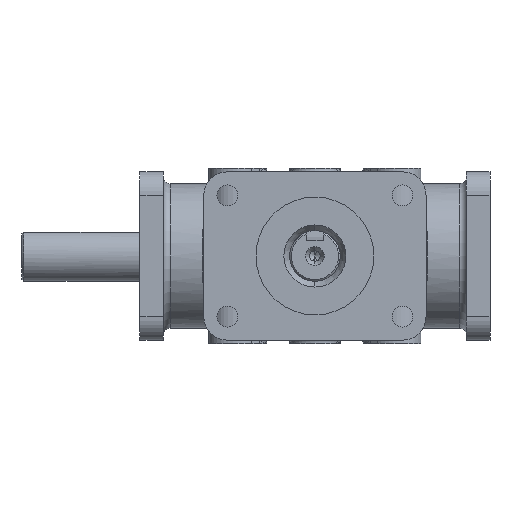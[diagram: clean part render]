
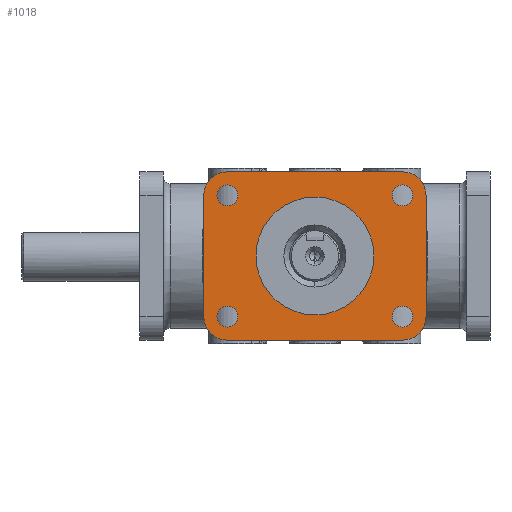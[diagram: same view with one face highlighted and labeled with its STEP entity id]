
A CAD part, front view. The second image highlights one B-rep face of the part: STEP entity #1018.
In plain terms, the highlighted planar face has unit normal (0, -1, 0).
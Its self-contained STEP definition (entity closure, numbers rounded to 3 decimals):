
#1018=ADVANCED_FACE('',(#2789,#2790,#2791,#2792,#2793,#2794),#2795,.F.);
#2789=FACE_OUTER_BOUND('',#5732,.T.);
#2790=FACE_BOUND('',#5733,.T.);
#2791=FACE_BOUND('',#5734,.T.);
#2792=FACE_BOUND('',#5735,.T.);
#2793=FACE_BOUND('',#5736,.T.);
#2794=FACE_BOUND('',#5737,.T.);
#2795=PLANE('',#5738);
#5732=EDGE_LOOP('',(#14187,#14188,#14189,#14190,#14191,#14192,#14193,#14194));
#5733=EDGE_LOOP('',(#14195,#14196,#14197));
#5734=EDGE_LOOP('',(#14198,#14199,#14200));
#5735=EDGE_LOOP('',(#14201,#14202,#14203));
#5736=EDGE_LOOP('',(#14204,#14205,#14206));
#5737=EDGE_LOOP('',(#14207,#14208,#14209));
#5738=AXIS2_PLACEMENT_3D('',#14210,#14211,#14212);
#14187=ORIENTED_EDGE('',*,*,#24954,.T.);
#14188=ORIENTED_EDGE('',*,*,#24955,.T.);
#14189=ORIENTED_EDGE('',*,*,#24956,.T.);
#14190=ORIENTED_EDGE('',*,*,#24957,.T.);
#14191=ORIENTED_EDGE('',*,*,#24958,.T.);
#14192=ORIENTED_EDGE('',*,*,#24959,.T.);
#14193=ORIENTED_EDGE('',*,*,#24960,.T.);
#14194=ORIENTED_EDGE('',*,*,#24961,.T.);
#14195=ORIENTED_EDGE('',*,*,#24962,.F.);
#14196=ORIENTED_EDGE('',*,*,#24963,.F.);
#14197=ORIENTED_EDGE('',*,*,#24964,.F.);
#14198=ORIENTED_EDGE('',*,*,#24965,.F.);
#14199=ORIENTED_EDGE('',*,*,#24966,.F.);
#14200=ORIENTED_EDGE('',*,*,#24967,.F.);
#14201=ORIENTED_EDGE('',*,*,#24883,.F.);
#14202=ORIENTED_EDGE('',*,*,#24882,.F.);
#14203=ORIENTED_EDGE('',*,*,#24968,.F.);
#14204=ORIENTED_EDGE('',*,*,#24969,.F.);
#14205=ORIENTED_EDGE('',*,*,#24970,.F.);
#14206=ORIENTED_EDGE('',*,*,#24971,.F.);
#14207=ORIENTED_EDGE('',*,*,#24972,.T.);
#14208=ORIENTED_EDGE('',*,*,#24663,.T.);
#14209=ORIENTED_EDGE('',*,*,#24973,.T.);
#14210=CARTESIAN_POINT('',(0.0,-90.0,0.0));
#14211=DIRECTION('',(0.0,1.0,0.0));
#14212=DIRECTION('',(1.0,0.0,-0.0));
#24663=EDGE_CURVE('',#27911,#27915,#27917,.T.);
#24882=EDGE_CURVE('',#28302,#28304,#28305,.T.);
#24883=EDGE_CURVE('',#28304,#28306,#28307,.T.);
#24954=EDGE_CURVE('',#28429,#28430,#28431,.T.);
#24955=EDGE_CURVE('',#28430,#28432,#28433,.T.);
#24956=EDGE_CURVE('',#28432,#28434,#28435,.T.);
#24957=EDGE_CURVE('',#28434,#28436,#28437,.T.);
#24958=EDGE_CURVE('',#28436,#28438,#28439,.T.);
#24959=EDGE_CURVE('',#28438,#28440,#28441,.T.);
#24960=EDGE_CURVE('',#28440,#28442,#28443,.T.);
#24961=EDGE_CURVE('',#28442,#28429,#28444,.T.);
#24962=EDGE_CURVE('',#28445,#28446,#28447,.T.);
#24963=EDGE_CURVE('',#28448,#28445,#28449,.T.);
#24964=EDGE_CURVE('',#28446,#28448,#28450,.T.);
#24965=EDGE_CURVE('',#28451,#28452,#28453,.T.);
#24966=EDGE_CURVE('',#28454,#28451,#28455,.T.);
#24967=EDGE_CURVE('',#28452,#28454,#28456,.T.);
#24968=EDGE_CURVE('',#28306,#28302,#28457,.T.);
#24969=EDGE_CURVE('',#28458,#28459,#28460,.T.);
#24970=EDGE_CURVE('',#28461,#28458,#28462,.T.);
#24971=EDGE_CURVE('',#28459,#28461,#28463,.T.);
#24972=EDGE_CURVE('',#28464,#27911,#28465,.T.);
#24973=EDGE_CURVE('',#27915,#28464,#28466,.T.);
#27911=VERTEX_POINT('',#33477);
#27915=VERTEX_POINT('',#33482);
#27917=CIRCLE('',#33485,17.5);
#28302=VERTEX_POINT('',#34536);
#28304=VERTEX_POINT('',#34539);
#28305=CIRCLE('',#34540,3.1);
#28306=VERTEX_POINT('',#34541);
#28307=CIRCLE('',#34542,3.1);
#28429=VERTEX_POINT('',#34969);
#28430=VERTEX_POINT('',#34970);
#28431=CIRCLE('',#34971,7.0);
#28432=VERTEX_POINT('',#34972);
#28433=LINE('',#34973,#34974);
#28434=VERTEX_POINT('',#34975);
#28435=CIRCLE('',#34976,7.0);
#28436=VERTEX_POINT('',#34977);
#28437=LINE('',#34978,#34979);
#28438=VERTEX_POINT('',#34980);
#28439=CIRCLE('',#34981,7.0);
#28440=VERTEX_POINT('',#34982);
#28441=LINE('',#34983,#34984);
#28442=VERTEX_POINT('',#34985);
#28443=CIRCLE('',#34986,7.0);
#28444=LINE('',#34987,#34988);
#28445=VERTEX_POINT('',#34989);
#28446=VERTEX_POINT('',#34990);
#28447=CIRCLE('',#34991,3.1);
#28448=VERTEX_POINT('',#34992);
#28449=CIRCLE('',#34993,3.1);
#28450=CIRCLE('',#34994,3.1);
#28451=VERTEX_POINT('',#34995);
#28452=VERTEX_POINT('',#34996);
#28453=CIRCLE('',#34997,3.1);
#28454=VERTEX_POINT('',#34998);
#28455=CIRCLE('',#34999,3.1);
#28456=CIRCLE('',#35000,3.1);
#28457=CIRCLE('',#35001,3.1);
#28458=VERTEX_POINT('',#35002);
#28459=VERTEX_POINT('',#35003);
#28460=CIRCLE('',#35004,3.1);
#28461=VERTEX_POINT('',#35005);
#28462=CIRCLE('',#35006,3.1);
#28463=CIRCLE('',#35007,3.1);
#28464=VERTEX_POINT('',#35008);
#28465=CIRCLE('',#35009,17.5);
#28466=CIRCLE('',#35010,17.5);
#33477=CARTESIAN_POINT('',(0.,-90.0,-17.5));
#33482=CARTESIAN_POINT('',(0.,-90.0,17.5));
#33485=AXIS2_PLACEMENT_3D('',#48556,#48557,#48558);
#34536=CARTESIAN_POINT('',(-26.0,-90.0,-21.1));
#34539=CARTESIAN_POINT('',(-22.9,-90.0,-18.0));
#34540=AXIS2_PLACEMENT_3D('',#48728,#48729,#48730);
#34541=CARTESIAN_POINT('',(-26.0,-90.0,-14.9));
#34542=AXIS2_PLACEMENT_3D('',#48731,#48732,#48733);
#34969=CARTESIAN_POINT('',(-33.0,-90.0,-18.0));
#34970=CARTESIAN_POINT('',(-26.0,-90.0,-25.0));
#34971=AXIS2_PLACEMENT_3D('',#48773,#48774,#48775);
#34972=CARTESIAN_POINT('',(26.0,-90.0,-25.0));
#34973=CARTESIAN_POINT('',(-26.0,-90.0,-25.0));
#34974=VECTOR('',#48776,1000.0);
#34975=CARTESIAN_POINT('',(33.0,-90.0,-18.0));
#34976=AXIS2_PLACEMENT_3D('',#48777,#48778,#48779);
#34977=CARTESIAN_POINT('',(33.0,-90.0,18.0));
#34978=CARTESIAN_POINT('',(33.0,-90.0,-18.0));
#34979=VECTOR('',#48780,1000.0);
#34980=CARTESIAN_POINT('',(26.0,-90.0,25.0));
#34981=AXIS2_PLACEMENT_3D('',#48781,#48782,#48783);
#34982=CARTESIAN_POINT('',(-26.0,-90.0,25.0));
#34983=CARTESIAN_POINT('',(26.0,-90.0,25.0));
#34984=VECTOR('',#48784,1000.0);
#34985=CARTESIAN_POINT('',(-33.0,-90.0,18.0));
#34986=AXIS2_PLACEMENT_3D('',#48785,#48786,#48787);
#34987=CARTESIAN_POINT('',(-33.0,-90.0,18.0));
#34988=VECTOR('',#48788,1000.0);
#34989=CARTESIAN_POINT('',(29.1,-90.0,18.0));
#34990=CARTESIAN_POINT('',(26.0,-90.0,21.1));
#34991=AXIS2_PLACEMENT_3D('',#48789,#48790,#48791);
#34992=CARTESIAN_POINT('',(26.0,-90.0,14.9));
#34993=AXIS2_PLACEMENT_3D('',#48792,#48793,#48794);
#34994=AXIS2_PLACEMENT_3D('',#48795,#48796,#48797);
#34995=CARTESIAN_POINT('',(29.1,-90.0,-18.0));
#34996=CARTESIAN_POINT('',(26.0,-90.0,-14.9));
#34997=AXIS2_PLACEMENT_3D('',#48798,#48799,#48800);
#34998=CARTESIAN_POINT('',(26.0,-90.0,-21.1));
#34999=AXIS2_PLACEMENT_3D('',#48801,#48802,#48803);
#35000=AXIS2_PLACEMENT_3D('',#48804,#48805,#48806);
#35001=AXIS2_PLACEMENT_3D('',#48807,#48808,#48809);
#35002=CARTESIAN_POINT('',(-22.9,-90.0,18.0));
#35003=CARTESIAN_POINT('',(-26.0,-90.0,21.1));
#35004=AXIS2_PLACEMENT_3D('',#48810,#48811,#48812);
#35005=CARTESIAN_POINT('',(-26.0,-90.0,14.9));
#35006=AXIS2_PLACEMENT_3D('',#48813,#48814,#48815);
#35007=AXIS2_PLACEMENT_3D('',#48816,#48817,#48818);
#35008=CARTESIAN_POINT('',(17.5,-90.0,0.0));
#35009=AXIS2_PLACEMENT_3D('',#48819,#48820,#48821);
#35010=AXIS2_PLACEMENT_3D('',#48822,#48823,#48824);
#48556=CARTESIAN_POINT('',(0.0,-90.0,0.0));
#48557=DIRECTION('',(-0.0,1.0,0.0));
#48558=DIRECTION('',(1.0,0.0,0.0));
#48728=CARTESIAN_POINT('',(-26.0,-90.0,-18.0));
#48729=DIRECTION('',(0.0,-1.0,0.0));
#48730=DIRECTION('',(1.0,0.0,0.0));
#48731=CARTESIAN_POINT('',(-26.0,-90.0,-18.0));
#48732=DIRECTION('',(0.0,-1.0,0.0));
#48733=DIRECTION('',(1.0,0.0,0.0));
#48773=CARTESIAN_POINT('',(-26.0,-90.0,-18.0));
#48774=DIRECTION('',(0.0,-1.0,0.0));
#48775=DIRECTION('',(1.0,0.0,0.0));
#48776=DIRECTION('',(1.0,0.0,0.0));
#48777=CARTESIAN_POINT('',(26.0,-90.0,-18.0));
#48778=DIRECTION('',(0.0,-1.0,0.0));
#48779=DIRECTION('',(-1.0,0.0,0.0));
#48780=DIRECTION('',(0.0,0.0,1.0));
#48781=CARTESIAN_POINT('',(26.0,-90.0,18.0));
#48782=DIRECTION('',(0.0,-1.0,0.0));
#48783=DIRECTION('',(1.0,0.0,0.0));
#48784=DIRECTION('',(-1.0,0.0,0.0));
#48785=CARTESIAN_POINT('',(-26.0,-90.0,18.0));
#48786=DIRECTION('',(0.0,-1.0,0.0));
#48787=DIRECTION('',(1.0,0.0,0.0));
#48788=DIRECTION('',(0.0,0.0,-1.0));
#48789=CARTESIAN_POINT('',(26.0,-90.0,18.0));
#48790=DIRECTION('',(0.0,-1.0,0.0));
#48791=DIRECTION('',(1.0,0.0,0.0));
#48792=CARTESIAN_POINT('',(26.0,-90.0,18.0));
#48793=DIRECTION('',(0.0,-1.0,0.0));
#48794=DIRECTION('',(1.0,0.0,0.0));
#48795=CARTESIAN_POINT('',(26.0,-90.0,18.0));
#48796=DIRECTION('',(0.0,-1.0,0.0));
#48797=DIRECTION('',(1.0,0.0,0.0));
#48798=CARTESIAN_POINT('',(26.0,-90.0,-18.0));
#48799=DIRECTION('',(0.0,-1.0,0.0));
#48800=DIRECTION('',(1.0,0.0,0.0));
#48801=CARTESIAN_POINT('',(26.0,-90.0,-18.0));
#48802=DIRECTION('',(0.0,-1.0,0.0));
#48803=DIRECTION('',(1.0,0.0,0.0));
#48804=CARTESIAN_POINT('',(26.0,-90.0,-18.0));
#48805=DIRECTION('',(0.0,-1.0,0.0));
#48806=DIRECTION('',(1.0,0.0,0.0));
#48807=CARTESIAN_POINT('',(-26.0,-90.0,-18.0));
#48808=DIRECTION('',(0.0,-1.0,0.0));
#48809=DIRECTION('',(1.0,0.0,0.0));
#48810=CARTESIAN_POINT('',(-26.0,-90.0,18.0));
#48811=DIRECTION('',(0.0,-1.0,0.0));
#48812=DIRECTION('',(1.0,0.0,0.0));
#48813=CARTESIAN_POINT('',(-26.0,-90.0,18.0));
#48814=DIRECTION('',(0.0,-1.0,0.0));
#48815=DIRECTION('',(1.0,0.0,0.0));
#48816=CARTESIAN_POINT('',(-26.0,-90.0,18.0));
#48817=DIRECTION('',(0.0,-1.0,0.0));
#48818=DIRECTION('',(1.0,0.0,0.0));
#48819=CARTESIAN_POINT('',(0.0,-90.0,0.0));
#48820=DIRECTION('',(-0.0,1.0,0.0));
#48821=DIRECTION('',(1.0,0.0,0.0));
#48822=CARTESIAN_POINT('',(0.0,-90.0,0.0));
#48823=DIRECTION('',(-0.0,1.0,0.0));
#48824=DIRECTION('',(1.0,0.0,0.0));
